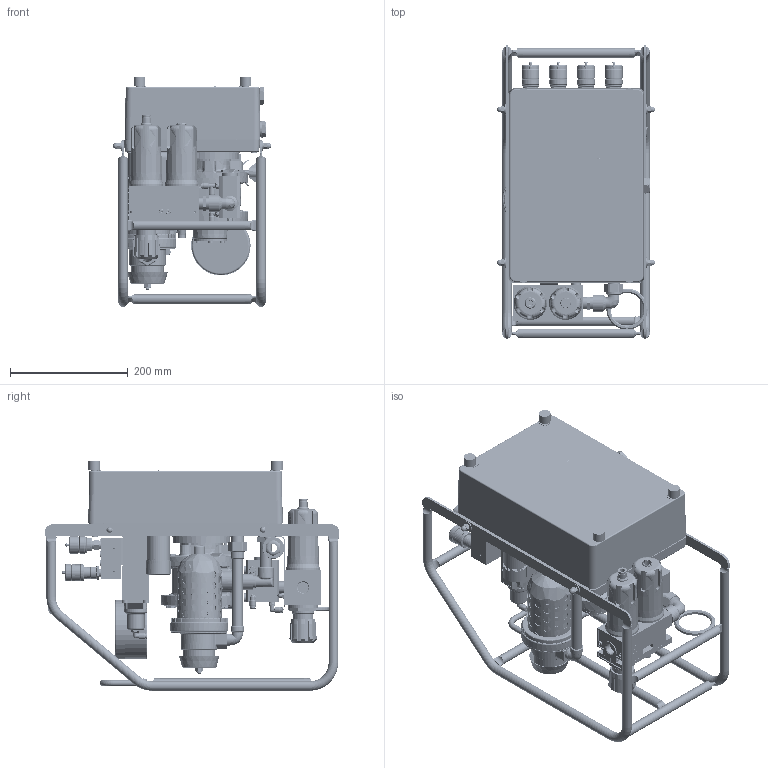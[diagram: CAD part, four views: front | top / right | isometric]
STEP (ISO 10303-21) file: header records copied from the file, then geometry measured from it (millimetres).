
FILE_DESCRIPTION(/* description */ ('FP280-3-4-FF'),/* implementation_level */ '2;1');
FILE_NAME(/* name */ 'FP280-3-4-FF.stp',/* time_stamp */ '2020-07-15T09:52:19+02:00',/* author */ ('obuttler'),/* organization */ (''),/* preprocessor_version */ 'ST-DEVELOPER v18.1',/* originating_system */ 'Autodesk Inventor 2021',/* authorisation */ '');
FILE_SCHEMA (('AUTOMOTIVE_DESIGN { 1 0 10303 214 3 1 1 }'));
Length unit declared in the file: inch
Products named in the file (210): FP280-3-4-FF; FP280-3-4 ohne Behälter; 20866D; FP280-3 BG Pumpe; KP310 BG Welle; 20872; 20873; 10202; 10198; 20899; 10199; 10200; FP280-3 BG Pumpensteuerung; 10194; 20012; 10132; 20015; 1; 2; 3; 4; 5; 10010; AV75 Ventilhülse mit Dicht; Z10004; 20269; 20279; Z10001; 21485; 20412; 10011; AV250 Ventilhülse mit Dicht; Z10005; 20989; 20280; 20281; 20268; Z10002; 21487; AV250-75 Kolben mit Dicht ...
Assembly tree (392 placements, depth 7):
  FP280-3-4-FF
    FP280-3-4 ohne Behälter
      20866D
      FP280-3 BG Pumpe
        KP310 BG Welle
          20872
          20873
          10202
          10198
          20899
          10199
          10200
          10187  x3
          21766  x6
          20444  x3
        FP280-3 BG Pumpensteuerung
          10194
          20012
            1
            2
            3
            4
            5
          10132
            1
            2
            3
            4
            5
          20015
            1
            2
            3
            4
            5
          10010
            AV75 Ventilhülse mit Dicht
              Z10004
              20989
              20280
              20269
            20279
            Z10001
            AV250-75 Kolben mit Dicht
              Z10006
              20275
              20276
            20878
            21485  x3
            20412
          10011
            AV250 Ventilhülse mit Dicht
              Z10005
              20989
              20280
              20281
              20268
            Z10002
            21487
            AV250-75 Kolben mit Dicht
Bounding box: 268.33 x 500 x 389.6 mm (x, y, z)
Volume: 6710904.8 mm3; surface area: 2265916.2 mm2
Topology: 387 solids, 387 shells, 11137 faces, 29207 edges, 19447 vertices
Faces by surface type: plane 5235, cylinder 3081, cone 1504, bspline 725, torus 512, sphere 80
Full cylindrical faces by diameter (mm): 1 x15, 1.667 x1, 1.68 x2, 1.7 x2, 1.8 x1, 2 x23, 2.1 x2, 2.3 x2, 2.52 x10, 2.997 x1, 3 x39, 3.048 x2, 3.1 x3, 3.242 x2, 3.251 x2, 3.36 x3, 3.5 x5, 3.506 x1, 3.8 x2, 4 x54, 4.039 x6, 4.134 x2, 4.2 x3, 4.3 x1, 4.5 x8, 4.826 x6, 4.9 x4, 4.917 x44, 4.94 x2, 5 x31
Entity records: 246237 total; most frequent: CARTESIAN_POINT 71037, ORIENTED_EDGE 34992, DIRECTION 34991, EDGE_CURVE 17496, AXIS2_PLACEMENT_3D 13595, VERTEX_POINT 11841, EDGE_LOOP 7915, LINE 7801
